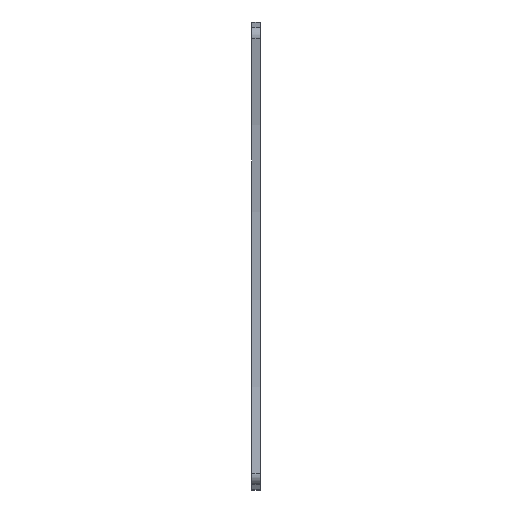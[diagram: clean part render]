
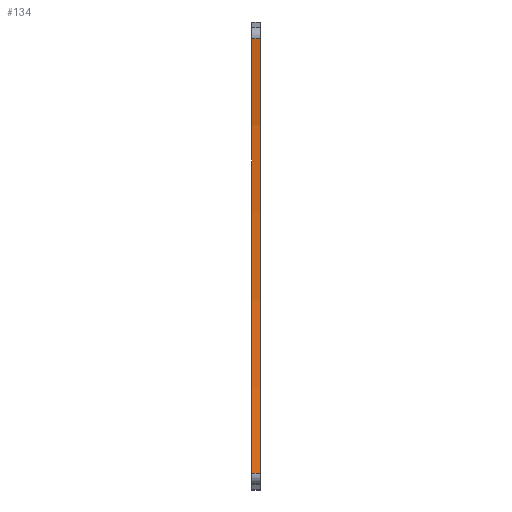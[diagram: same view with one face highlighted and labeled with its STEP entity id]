
A CAD part, left-side view. The second image highlights one B-rep face of the part: STEP entity #134.
In plain terms, the highlighted cylindrical face has radius 408.94 mm (diameter 817.88 mm), a partial arc.
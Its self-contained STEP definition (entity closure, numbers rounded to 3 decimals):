
#6 = CARTESIAN_POINT ( 'NONE',  ( -609.473, 3.175, 0. ) ) ;
#7 = AXIS2_PLACEMENT_3D ( 'NONE', #701, #623, #89 ) ;
#16 = DIRECTION ( 'NONE',  ( 0., 0., -1. ) ) ;
#17 = EDGE_LOOP ( 'NONE', ( #874, #533, #167, #185 ) ) ;
#28 = CIRCLE ( 'NONE', #178, 408.94 ) ;
#89 = DIRECTION ( 'NONE',  ( 0., 0., -1. ) ) ;
#91 = EDGE_CURVE ( 'NONE', #1080, #1105, #196, .T. ) ;
#96 = CYLINDRICAL_SURFACE ( 'NONE', #135, 408.94 ) ;
#99 = CARTESIAN_POINT ( 'NONE',  ( -209.709, 3.175, 86.144 ) ) ;
#104 = CARTESIAN_POINT ( 'NONE',  ( -209.709, 256.398, 86.144 ) ) ;
#125 = VECTOR ( 'NONE', #820, 1000. ) ;
#134 = ADVANCED_FACE ( 'NONE', ( #856 ), #96, .F. ) ;
#135 = AXIS2_PLACEMENT_3D ( 'NONE', #270, #867, #16 ) ;
#167 = ORIENTED_EDGE ( 'NONE', *, *, #957, .F. ) ;
#178 = AXIS2_PLACEMENT_3D ( 'NONE', #6, #193, #796 ) ;
#185 = ORIENTED_EDGE ( 'NONE', *, *, #1027, .F. ) ;
#193 = DIRECTION ( 'NONE',  ( 0., -1., 0. ) ) ;
#196 = LINE ( 'NONE', #369, #125 ) ;
#256 = CIRCLE ( 'NONE', #7, 408.94 ) ;
#270 = CARTESIAN_POINT ( 'NONE',  ( -609.473, 256.398, 0. ) ) ;
#276 = CARTESIAN_POINT ( 'NONE',  ( -209.709, 0., -86.144 ) ) ;
#369 = CARTESIAN_POINT ( 'NONE',  ( -209.709, 256.398, -86.144 ) ) ;
#378 = LINE ( 'NONE', #104, #1100 ) ;
#451 = CARTESIAN_POINT ( 'NONE',  ( -209.709, 0., 86.144 ) ) ;
#469 = CARTESIAN_POINT ( 'NONE',  ( -209.709, 3.175, -86.144 ) ) ;
#533 = ORIENTED_EDGE ( 'NONE', *, *, #682, .T. ) ;
#559 = VERTEX_POINT ( 'NONE', #99 ) ;
#623 = DIRECTION ( 'NONE',  ( 0., -1., 0. ) ) ;
#682 = EDGE_CURVE ( 'NONE', #1080, #981, #256, .T. ) ;
#701 = CARTESIAN_POINT ( 'NONE',  ( -609.473, 0., 0. ) ) ;
#796 = DIRECTION ( 'NONE',  ( 0., 0., -1. ) ) ;
#820 = DIRECTION ( 'NONE',  ( 0., 1., 0. ) ) ;
#856 = FACE_OUTER_BOUND ( 'NONE', #17, .T. ) ;
#867 = DIRECTION ( 'NONE',  ( 0., -1., 0. ) ) ;
#874 = ORIENTED_EDGE ( 'NONE', *, *, #91, .F. ) ;
#957 = EDGE_CURVE ( 'NONE', #559, #981, #378, .T. ) ;
#958 = DIRECTION ( 'NONE',  ( 0., -1., 0. ) ) ;
#981 = VERTEX_POINT ( 'NONE', #451 ) ;
#1027 = EDGE_CURVE ( 'NONE', #1105, #559, #28, .T. ) ;
#1080 = VERTEX_POINT ( 'NONE', #276 ) ;
#1100 = VECTOR ( 'NONE', #958, 1000. ) ;
#1105 = VERTEX_POINT ( 'NONE', #469 ) ;
